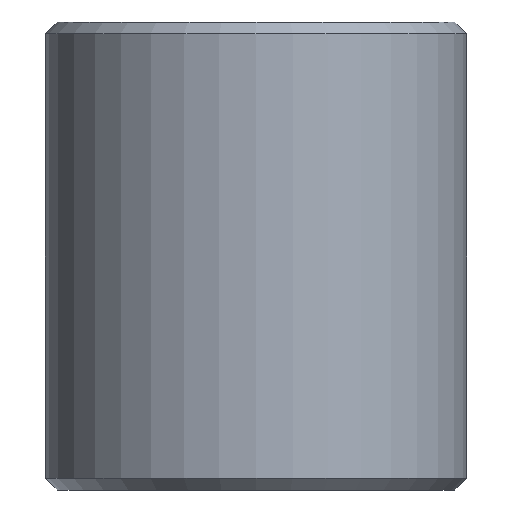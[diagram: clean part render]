
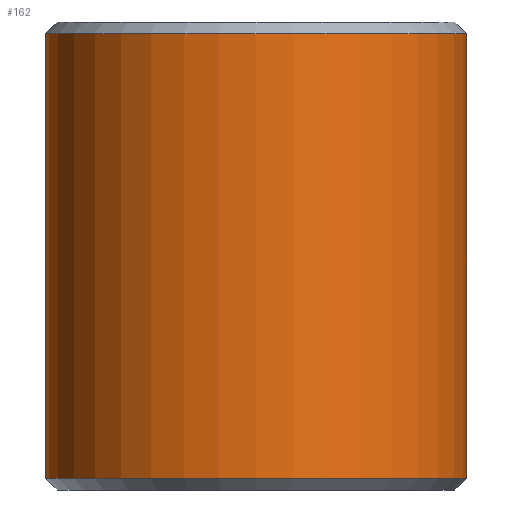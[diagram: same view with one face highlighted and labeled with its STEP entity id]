
A CAD part, front view. The second image highlights one B-rep face of the part: STEP entity #162.
In plain terms, the highlighted cylindrical face has radius 9 mm (diameter 18 mm), a partial arc.
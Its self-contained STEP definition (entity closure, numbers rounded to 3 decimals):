
#1 = CARTESIAN_POINT ( 'NONE',  ( 0., 0., 19.5 ) ) ;
#6 = DIRECTION ( 'NONE',  ( -1., 0., 0. ) ) ;
#8 = DIRECTION ( 'NONE',  ( 0., 0., 1. ) ) ;
#26 = DIRECTION ( 'NONE',  ( 0., 0., -1. ) ) ;
#30 = CYLINDRICAL_SURFACE ( 'NONE', #168, 9. ) ;
#32 = VECTOR ( 'NONE', #273, 1000. ) ;
#42 = VECTOR ( 'NONE', #26, 1000. ) ;
#79 = CARTESIAN_POINT ( 'NONE',  ( 9., 0., 0.5 ) ) ;
#85 = LINE ( 'NONE', #177, #32 ) ;
#94 = ORIENTED_EDGE ( 'NONE', *, *, #207, .T. ) ;
#104 = DIRECTION ( 'NONE',  ( 0., 0., -1. ) ) ;
#106 = EDGE_CURVE ( 'NONE', #117, #123, #150, .T. ) ;
#109 = DIRECTION ( 'NONE',  ( 1., 0., 0. ) ) ;
#117 = VERTEX_POINT ( 'NONE', #220 ) ;
#121 = EDGE_CURVE ( 'NONE', #117, #238, #179, .T. ) ;
#122 = VERTEX_POINT ( 'NONE', #292 ) ;
#123 = VERTEX_POINT ( 'NONE', #79 ) ;
#129 = CARTESIAN_POINT ( 'NONE',  ( 0., 0., 20. ) ) ;
#150 = LINE ( 'NONE', #241, #42 ) ;
#162 = ADVANCED_FACE ( 'NONE', ( #247 ), #30, .T. ) ;
#168 = AXIS2_PLACEMENT_3D ( 'NONE', #129, #223, #6 ) ;
#177 = CARTESIAN_POINT ( 'NONE',  ( -9., 0., 20. ) ) ;
#179 = CIRCLE ( 'NONE', #312, 9. ) ;
#185 = AXIS2_PLACEMENT_3D ( 'NONE', #225, #8, #109 ) ;
#196 = EDGE_LOOP ( 'NONE', ( #308, #256, #282, #94 ) ) ;
#197 = DIRECTION ( 'NONE',  ( 1., 0., 0. ) ) ;
#203 = CARTESIAN_POINT ( 'NONE',  ( -9., 0., 19.5 ) ) ;
#207 = EDGE_CURVE ( 'NONE', #122, #123, #224, .T. ) ;
#212 = EDGE_CURVE ( 'NONE', #238, #122, #85, .T. ) ;
#220 = CARTESIAN_POINT ( 'NONE',  ( 9., 0., 19.5 ) ) ;
#223 = DIRECTION ( 'NONE',  ( 0., 0., -1. ) ) ;
#224 = CIRCLE ( 'NONE', #185, 9. ) ;
#225 = CARTESIAN_POINT ( 'NONE',  ( 0., 0., 0.5 ) ) ;
#238 = VERTEX_POINT ( 'NONE', #203 ) ;
#241 = CARTESIAN_POINT ( 'NONE',  ( 9., 0., 20. ) ) ;
#247 = FACE_OUTER_BOUND ( 'NONE', #196, .T. ) ;
#256 = ORIENTED_EDGE ( 'NONE', *, *, #121, .T. ) ;
#273 = DIRECTION ( 'NONE',  ( 0., 0., -1. ) ) ;
#282 = ORIENTED_EDGE ( 'NONE', *, *, #212, .T. ) ;
#292 = CARTESIAN_POINT ( 'NONE',  ( -9., 0., 0.5 ) ) ;
#308 = ORIENTED_EDGE ( 'NONE', *, *, #106, .F. ) ;
#312 = AXIS2_PLACEMENT_3D ( 'NONE', #1, #104, #197 ) ;
